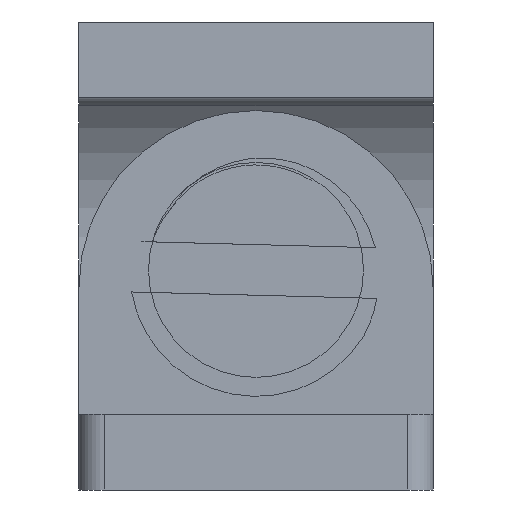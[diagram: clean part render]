
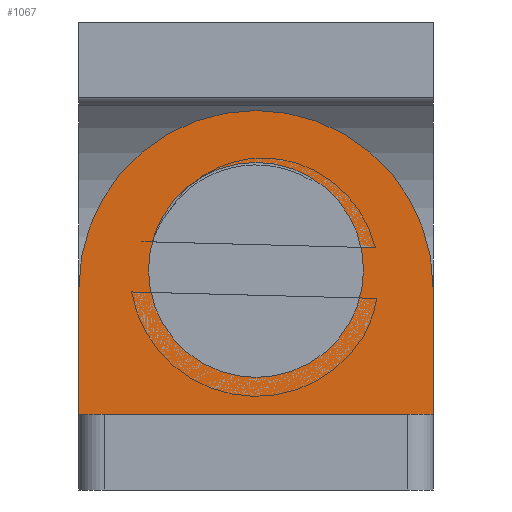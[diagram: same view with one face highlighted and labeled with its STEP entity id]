
A CAD part, left-side view. The second image highlights one B-rep face of the part: STEP entity #1067.
In plain terms, the highlighted planar face has unit normal (-1, 0, 0).
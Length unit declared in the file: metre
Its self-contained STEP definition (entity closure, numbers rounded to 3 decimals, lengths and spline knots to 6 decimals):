
#34=FACE_BOUND('',#137,.T.);
#48=PLANE('',#1163);
#84=FACE_OUTER_BOUND('',#136,.T.);
#136=EDGE_LOOP('',(#753,#754,#755,#756));
#137=EDGE_LOOP('',(#757));
#207=LINE('',#1601,#309);
#208=LINE('',#1603,#310);
#209=LINE('',#1604,#311);
#309=VECTOR('',#1306,0.005);
#310=VECTOR('',#1307,0.005);
#311=VECTOR('',#1308,0.014);
#401=CIRCLE('',#1152,0.00425);
#403=CIRCLE('',#1155,0.007);
#447=VERTEX_POINT('',#1558);
#450=VERTEX_POINT('',#1565);
#451=VERTEX_POINT('',#1567);
#463=VERTEX_POINT('',#1600);
#464=VERTEX_POINT('',#1602);
#565=EDGE_CURVE('',#447,#447,#401,.T.);
#568=EDGE_CURVE('',#451,#450,#403,.T.);
#584=EDGE_CURVE('',#451,#463,#207,.T.);
#585=EDGE_CURVE('',#450,#464,#208,.T.);
#586=EDGE_CURVE('',#464,#463,#209,.T.);
#753=ORIENTED_EDGE('',*,*,#584,.F.);
#754=ORIENTED_EDGE('',*,*,#568,.T.);
#755=ORIENTED_EDGE('',*,*,#585,.T.);
#756=ORIENTED_EDGE('',*,*,#586,.T.);
#757=ORIENTED_EDGE('',*,*,#565,.F.);
#1067=ADVANCED_FACE('',(#84,#34),#48,.F.);
#1152=AXIS2_PLACEMENT_3D('',#1560,#1269,#1270);
#1155=AXIS2_PLACEMENT_3D('',#1568,#1276,#1277);
#1163=AXIS2_PLACEMENT_3D('',#1599,#1304,#1305);
#1269=DIRECTION('center_axis',(-1.,0.,0.));
#1270=DIRECTION('ref_axis',(0.,0.,1.));
#1276=DIRECTION('center_axis',(-1.,0.,0.));
#1277=DIRECTION('ref_axis',(0.,0.,1.));
#1304=DIRECTION('center_axis',(1.,0.,0.));
#1305=DIRECTION('ref_axis',(0.,0.,-1.));
#1306=DIRECTION('',(0.,0.,-1.));
#1307=DIRECTION('',(0.,0.,-1.));
#1308=DIRECTION('',(0.,-1.,0.));
#1558=CARTESIAN_POINT('',(-0.017124,-0.000158,-0.003933));
#1560=CARTESIAN_POINT('Origin',(-0.017124,-0.000158,
0.000317));
#1565=CARTESIAN_POINT('',(-0.017124,0.006842,-0.000383));
#1567=CARTESIAN_POINT('',(-0.017124,-0.007158,-0.000383));
#1568=CARTESIAN_POINT('Origin',(-0.017124,-0.000158,
-0.000383));
#1599=CARTESIAN_POINT('Origin',(-0.017124,-0.007158,
0.006617));
#1600=CARTESIAN_POINT('',(-0.017124,-0.007158,-0.005383));
#1601=CARTESIAN_POINT('',(-0.017124,-0.007158,-0.000383));
#1602=CARTESIAN_POINT('',(-0.017124,0.006842,-0.005383));
#1603=CARTESIAN_POINT('',(-0.017124,0.006842,-0.000383));
#1604=CARTESIAN_POINT('',(-0.017124,0.006842,-0.005383));
